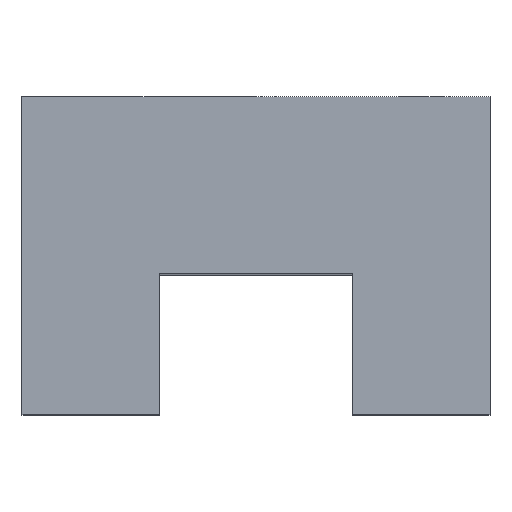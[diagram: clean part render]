
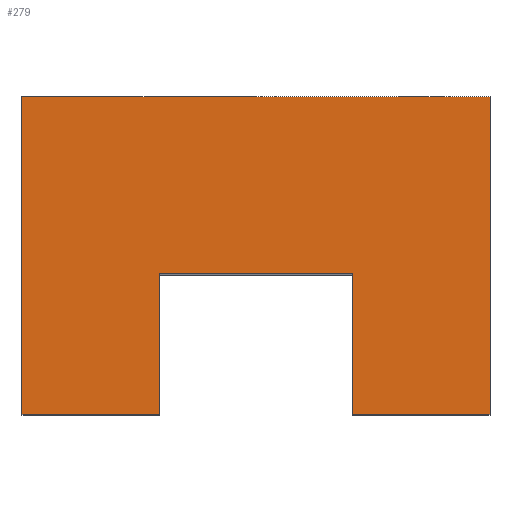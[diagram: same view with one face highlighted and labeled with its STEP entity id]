
A CAD part, top view. The second image highlights one B-rep face of the part: STEP entity #279.
In plain terms, the highlighted planar face has unit normal (0, 0, 1).
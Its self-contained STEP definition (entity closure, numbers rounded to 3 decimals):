
#23=LINE('',#441,#47);
#26=LINE('',#447,#50);
#29=LINE('',#453,#53);
#32=LINE('',#459,#56);
#33=LINE('',#462,#57);
#36=LINE('',#468,#60);
#37=LINE('',#470,#61);
#38=LINE('',#471,#62);
#47=VECTOR('',#369,10.);
#50=VECTOR('',#374,10.);
#53=VECTOR('',#379,10.);
#56=VECTOR('',#384,10.);
#57=VECTOR('',#387,10.);
#60=VECTOR('',#392,10.);
#61=VECTOR('',#393,10.);
#62=VECTOR('',#394,10.);
#77=PLANE('',#325);
#103=FACE_OUTER_BOUND('',#125,.T.);
#125=EDGE_LOOP('',(#230,#231,#232,#233,#234,#235,#236,#237));
#151=VERTEX_POINT('',#435);
#153=VERTEX_POINT('',#439);
#155=VERTEX_POINT('',#445);
#157=VERTEX_POINT('',#451);
#159=VERTEX_POINT('',#457);
#160=VERTEX_POINT('',#461);
#162=VERTEX_POINT('',#467);
#163=VERTEX_POINT('',#469);
#177=EDGE_CURVE('',#151,#153,#23,.T.);
#180=EDGE_CURVE('',#153,#155,#26,.T.);
#183=EDGE_CURVE('',#155,#157,#29,.T.);
#186=EDGE_CURVE('',#157,#159,#32,.T.);
#187=EDGE_CURVE('',#160,#151,#33,.T.);
#190=EDGE_CURVE('',#159,#162,#36,.T.);
#191=EDGE_CURVE('',#162,#163,#37,.T.);
#192=EDGE_CURVE('',#163,#160,#38,.T.);
#230=ORIENTED_EDGE('',*,*,#177,.T.);
#231=ORIENTED_EDGE('',*,*,#180,.T.);
#232=ORIENTED_EDGE('',*,*,#183,.T.);
#233=ORIENTED_EDGE('',*,*,#186,.T.);
#234=ORIENTED_EDGE('',*,*,#190,.T.);
#235=ORIENTED_EDGE('',*,*,#191,.T.);
#236=ORIENTED_EDGE('',*,*,#192,.T.);
#237=ORIENTED_EDGE('',*,*,#187,.T.);
#279=ADVANCED_FACE('',(#103),#77,.T.);
#325=AXIS2_PLACEMENT_3D('',#466,#390,#391);
#369=DIRECTION('',(0.,1.,0.));
#374=DIRECTION('',(1.,0.,0.));
#379=DIRECTION('',(0.,-1.,0.));
#384=DIRECTION('',(1.,0.,0.));
#387=DIRECTION('',(1.,0.,0.));
#390=DIRECTION('center_axis',(0.,0.,1.));
#391=DIRECTION('ref_axis',(1.,0.,0.));
#392=DIRECTION('',(0.,1.,0.));
#393=DIRECTION('',(-1.,0.,0.));
#394=DIRECTION('',(0.,-1.,0.));
#435=CARTESIAN_POINT('',(-14.5,-23.75,56.2));
#439=CARTESIAN_POINT('',(-14.5,-2.75,56.2));
#441=CARTESIAN_POINT('',(-14.5,-1.375,56.2));
#445=CARTESIAN_POINT('',(14.5,-2.75,56.2));
#447=CARTESIAN_POINT('',(7.25,-2.75,56.2));
#451=CARTESIAN_POINT('',(14.5,-23.75,56.2));
#453=CARTESIAN_POINT('',(14.5,-11.875,56.2));
#457=CARTESIAN_POINT('',(35.,-23.75,56.2));
#459=CARTESIAN_POINT('',(-35.,-23.75,56.2));
#461=CARTESIAN_POINT('',(-35.,-23.75,56.2));
#462=CARTESIAN_POINT('',(-35.,-23.75,56.2));
#466=CARTESIAN_POINT('Origin',(0.,0.,
56.2));
#467=CARTESIAN_POINT('',(35.,23.75,56.2));
#468=CARTESIAN_POINT('',(35.,-23.75,56.2));
#469=CARTESIAN_POINT('',(-35.,23.75,56.2));
#470=CARTESIAN_POINT('',(35.,23.75,56.2));
#471=CARTESIAN_POINT('',(-35.,23.75,56.2));
